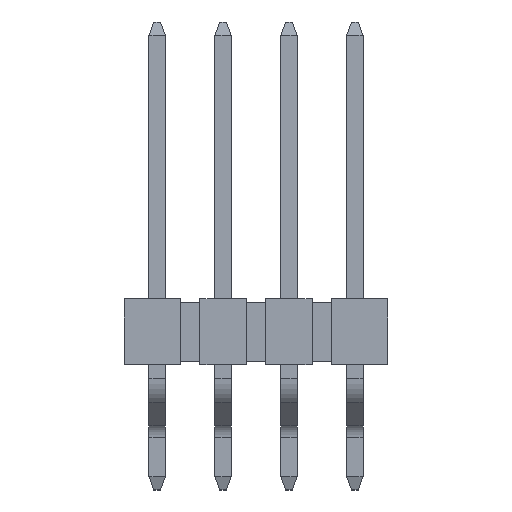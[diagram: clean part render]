
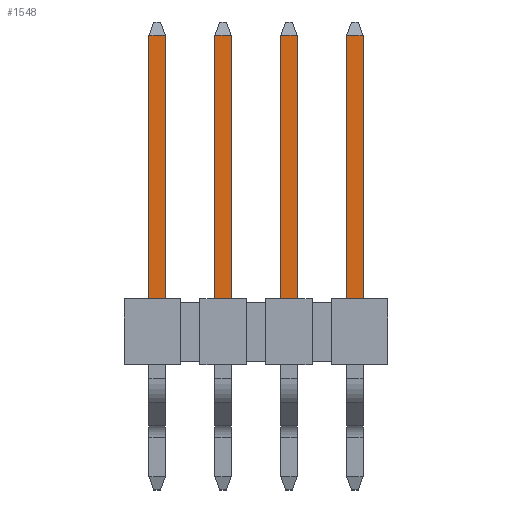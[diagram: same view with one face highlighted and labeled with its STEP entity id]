
A CAD part, top view. The second image highlights one B-rep face of the part: STEP entity #1548.
In plain terms, the highlighted face is planar.
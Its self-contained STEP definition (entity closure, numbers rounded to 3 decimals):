
#1548 = ADVANCED_FACE('',(#1549),#1679,.F.);
#1549 = FACE_BOUND('',#1550,.T.);
#1550 = EDGE_LOOP('',(#1551,#1561,#1569,#1577,#1585,#1593,#1601,#1609,
    #1617,#1625,#1633,#1641,#1649,#1657,#1665,#1673));
#1551 = ORIENTED_EDGE('',*,*,#1552,.F.);
#1552 = EDGE_CURVE('',#1553,#1555,#1557,.T.);
#1553 = VERTEX_POINT('',#1554);
#1554 = CARTESIAN_POINT('',(-4.128,6.096,-2.096));
#1555 = VERTEX_POINT('',#1556);
#1556 = CARTESIAN_POINT('',(4.128,6.096,-2.096));
#1557 = LINE('',#1558,#1559);
#1558 = CARTESIAN_POINT('',(4.128,6.096,-2.096));
#1559 = VECTOR('',#1560,1.);
#1560 = DIRECTION('',(1.,0.,0.));
#1561 = ORIENTED_EDGE('',*,*,#1562,.T.);
#1562 = EDGE_CURVE('',#1553,#1563,#1565,.T.);
#1563 = VERTEX_POINT('',#1564);
#1564 = CARTESIAN_POINT('',(-4.128,17.526,-2.096));
#1565 = LINE('',#1566,#1567);
#1566 = CARTESIAN_POINT('',(-4.128,4.282,-2.096));
#1567 = VECTOR('',#1568,1.);
#1568 = DIRECTION('',(0.,1.,0.));
#1569 = ORIENTED_EDGE('',*,*,#1570,.F.);
#1570 = EDGE_CURVE('',#1571,#1563,#1573,.T.);
#1571 = VERTEX_POINT('',#1572);
#1572 = CARTESIAN_POINT('',(-3.493,17.526,-2.096));
#1573 = LINE('',#1574,#1575);
#1574 = CARTESIAN_POINT('',(4.128,17.526,-2.096));
#1575 = VECTOR('',#1576,1.);
#1576 = DIRECTION('',(-1.,0.,0.));
#1577 = ORIENTED_EDGE('',*,*,#1578,.T.);
#1578 = EDGE_CURVE('',#1571,#1579,#1581,.T.);
#1579 = VERTEX_POINT('',#1580);
#1580 = CARTESIAN_POINT('',(-3.493,6.223,-2.096));
#1581 = LINE('',#1582,#1583);
#1582 = CARTESIAN_POINT('',(-3.493,4.282,-2.096));
#1583 = VECTOR('',#1584,1.);
#1584 = DIRECTION('',(0.,-1.,0.));
#1585 = ORIENTED_EDGE('',*,*,#1586,.T.);
#1586 = EDGE_CURVE('',#1579,#1587,#1589,.T.);
#1587 = VERTEX_POINT('',#1588);
#1588 = CARTESIAN_POINT('',(-1.588,6.223,-2.096));
#1589 = LINE('',#1590,#1591);
#1590 = CARTESIAN_POINT('',(4.128,6.223,-2.096));
#1591 = VECTOR('',#1592,1.);
#1592 = DIRECTION('',(1.,0.,0.));
#1593 = ORIENTED_EDGE('',*,*,#1594,.T.);
#1594 = EDGE_CURVE('',#1587,#1595,#1597,.T.);
#1595 = VERTEX_POINT('',#1596);
#1596 = CARTESIAN_POINT('',(-1.588,17.526,-2.096));
#1597 = LINE('',#1598,#1599);
#1598 = CARTESIAN_POINT('',(-1.588,4.282,-2.096));
#1599 = VECTOR('',#1600,1.);
#1600 = DIRECTION('',(0.,1.,0.));
#1601 = ORIENTED_EDGE('',*,*,#1602,.F.);
#1602 = EDGE_CURVE('',#1603,#1595,#1605,.T.);
#1603 = VERTEX_POINT('',#1604);
#1604 = CARTESIAN_POINT('',(-0.953,17.526,-2.096));
#1605 = LINE('',#1606,#1607);
#1606 = CARTESIAN_POINT('',(4.128,17.526,-2.096));
#1607 = VECTOR('',#1608,1.);
#1608 = DIRECTION('',(-1.,0.,0.));
#1609 = ORIENTED_EDGE('',*,*,#1610,.T.);
#1610 = EDGE_CURVE('',#1603,#1611,#1613,.T.);
#1611 = VERTEX_POINT('',#1612);
#1612 = CARTESIAN_POINT('',(-0.953,6.223,-2.096));
#1613 = LINE('',#1614,#1615);
#1614 = CARTESIAN_POINT('',(-0.953,4.282,-2.096));
#1615 = VECTOR('',#1616,1.);
#1616 = DIRECTION('',(0.,-1.,0.));
#1617 = ORIENTED_EDGE('',*,*,#1618,.T.);
#1618 = EDGE_CURVE('',#1611,#1619,#1621,.T.);
#1619 = VERTEX_POINT('',#1620);
#1620 = CARTESIAN_POINT('',(0.953,6.223,-2.096));
#1621 = LINE('',#1622,#1623);
#1622 = CARTESIAN_POINT('',(4.128,6.223,-2.096));
#1623 = VECTOR('',#1624,1.);
#1624 = DIRECTION('',(1.,0.,0.));
#1625 = ORIENTED_EDGE('',*,*,#1626,.T.);
#1626 = EDGE_CURVE('',#1619,#1627,#1629,.T.);
#1627 = VERTEX_POINT('',#1628);
#1628 = CARTESIAN_POINT('',(0.953,17.526,-2.096));
#1629 = LINE('',#1630,#1631);
#1630 = CARTESIAN_POINT('',(0.953,4.282,-2.096));
#1631 = VECTOR('',#1632,1.);
#1632 = DIRECTION('',(0.,1.,0.));
#1633 = ORIENTED_EDGE('',*,*,#1634,.F.);
#1634 = EDGE_CURVE('',#1635,#1627,#1637,.T.);
#1635 = VERTEX_POINT('',#1636);
#1636 = CARTESIAN_POINT('',(1.588,17.526,-2.096));
#1637 = LINE('',#1638,#1639);
#1638 = CARTESIAN_POINT('',(4.128,17.526,-2.096));
#1639 = VECTOR('',#1640,1.);
#1640 = DIRECTION('',(-1.,0.,0.));
#1641 = ORIENTED_EDGE('',*,*,#1642,.T.);
#1642 = EDGE_CURVE('',#1635,#1643,#1645,.T.);
#1643 = VERTEX_POINT('',#1644);
#1644 = CARTESIAN_POINT('',(1.588,6.223,-2.096));
#1645 = LINE('',#1646,#1647);
#1646 = CARTESIAN_POINT('',(1.588,4.282,-2.096));
#1647 = VECTOR('',#1648,1.);
#1648 = DIRECTION('',(0.,-1.,0.));
#1649 = ORIENTED_EDGE('',*,*,#1650,.T.);
#1650 = EDGE_CURVE('',#1643,#1651,#1653,.T.);
#1651 = VERTEX_POINT('',#1652);
#1652 = CARTESIAN_POINT('',(3.493,6.223,-2.096));
#1653 = LINE('',#1654,#1655);
#1654 = CARTESIAN_POINT('',(4.128,6.223,-2.096));
#1655 = VECTOR('',#1656,1.);
#1656 = DIRECTION('',(1.,0.,0.));
#1657 = ORIENTED_EDGE('',*,*,#1658,.T.);
#1658 = EDGE_CURVE('',#1651,#1659,#1661,.T.);
#1659 = VERTEX_POINT('',#1660);
#1660 = CARTESIAN_POINT('',(3.493,17.526,-2.096));
#1661 = LINE('',#1662,#1663);
#1662 = CARTESIAN_POINT('',(3.493,4.282,-2.096));
#1663 = VECTOR('',#1664,1.);
#1664 = DIRECTION('',(0.,1.,0.));
#1665 = ORIENTED_EDGE('',*,*,#1666,.F.);
#1666 = EDGE_CURVE('',#1667,#1659,#1669,.T.);
#1667 = VERTEX_POINT('',#1668);
#1668 = CARTESIAN_POINT('',(4.128,17.526,-2.096));
#1669 = LINE('',#1670,#1671);
#1670 = CARTESIAN_POINT('',(4.128,17.526,-2.096));
#1671 = VECTOR('',#1672,1.);
#1672 = DIRECTION('',(-1.,0.,0.));
#1673 = ORIENTED_EDGE('',*,*,#1674,.F.);
#1674 = EDGE_CURVE('',#1555,#1667,#1675,.T.);
#1675 = LINE('',#1676,#1677);
#1676 = CARTESIAN_POINT('',(4.128,4.282,-2.096));
#1677 = VECTOR('',#1678,1.);
#1678 = DIRECTION('',(0.,1.,0.));
#1679 = PLANE('',#1680);
#1680 = AXIS2_PLACEMENT_3D('',#1681,#1682,#1683);
#1681 = CARTESIAN_POINT('',(4.128,4.282,-2.096));
#1682 = DIRECTION('',(0.,0.,1.));
#1683 = DIRECTION('',(1.,0.,-0.));
